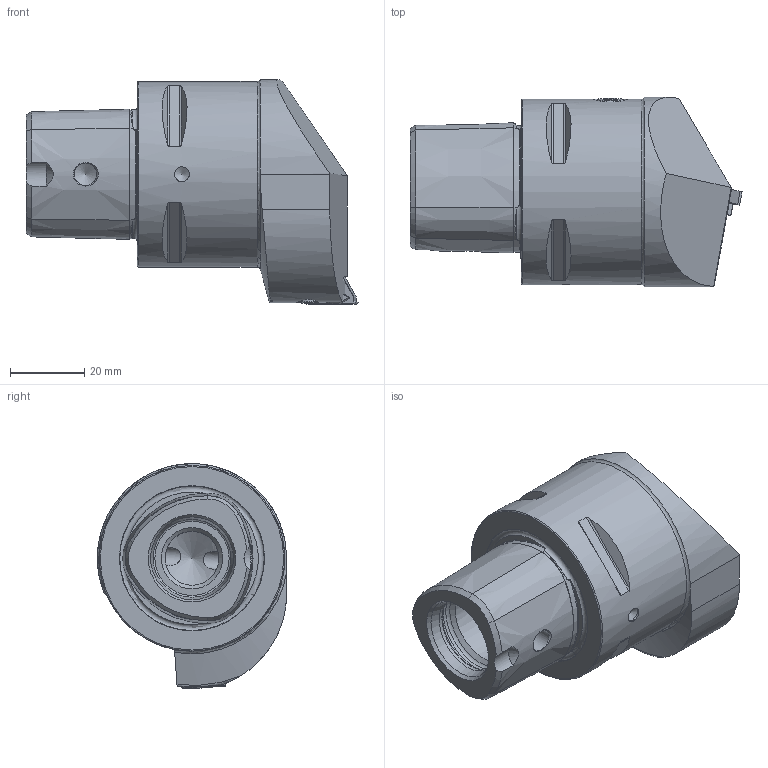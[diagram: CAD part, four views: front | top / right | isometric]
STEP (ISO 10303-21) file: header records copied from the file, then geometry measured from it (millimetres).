
FILE_DESCRIPTION (( 'STEP AP214' ), '1' );
FILE_NAME ('PS5.KGB.RGR.060-HP.STEP', '2020-11-20T15:42:32', ( '' ), ( '' ), 'SwSTEP 2.0', 'SolidWorks 2017', '' );
FILE_SCHEMA (( 'AUTOMOTIVE_DESIGN' ));
Length unit declared in the file: millimetre
Products named in the file (12): WGB-ER2.001.012_A; WGB-ER3.001.007_A; DIN 3771 - 13x1; CHP-ER1.015.006_A; ISO 8752 2x8; LT16ER; WGB-ER2.102.003_A; CHP-ER1.008.014_A; PS5-KGB.RGR.060-HP_A_Fertigbearbeitung; CHP-ER1.015.006; DIN 7991 - M5x15; PS5.KGB.RGR.060-HP
Assembly tree (11 placements, depth 3):
  PS5.KGB.RGR.060-HP
    PS5-KGB.RGR.060-HP_A_Fertigbearbeitung
    WGB-ER2.102.003_A
    WGB-ER3.001.007_A
    LT16ER
    WGB-ER2.001.012_A
    ISO 8752 2x8
    CHP-ER1.008.014_A
    CHP-ER1.015.006
      CHP-ER1.015.006_A
      DIN 3771 - 13x1
      DIN 7991 - M5x15
Bounding box: 89.41 x 51 x 60.47 mm (x, y, z)
Volume: 107557.2 mm3; surface area: 23315.8 mm2
Topology: 10 solids, 10 shells, 311 faces, 737 edges, 456 vertices
Faces by surface type: plane 127, cylinder 85, cone 74, torus 25
Full cylindrical faces by diameter (mm): 2 x1, 2.5 x1, 2.578 x2, 2.775 x1, 3 x2, 3.175 x1, 4 x2, 4.025 x1, 4.2 x3, 5 x3, 5.2 x1, 5.5 x3, 6.1 x2, 7 x1, 8 x1, 10 x1, 13.4 x1, 14.5 x1, 15 x4, 21 x2, 24 x1, 50 x1
Entity records: 9849 total; most frequent: CARTESIAN_POINT 2723, DIRECTION 1375, ORIENTED_EDGE 1238, EDGE_CURVE 619, AXIS2_PLACEMENT_3D 552, VERTEX_POINT 429, EDGE_LOOP 426, FACE_OUTER_BOUND 358
